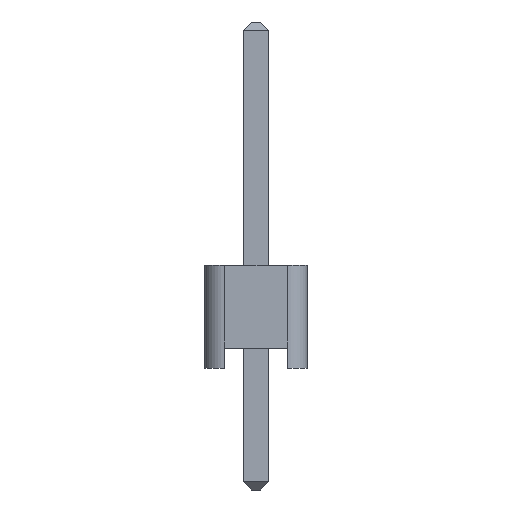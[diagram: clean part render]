
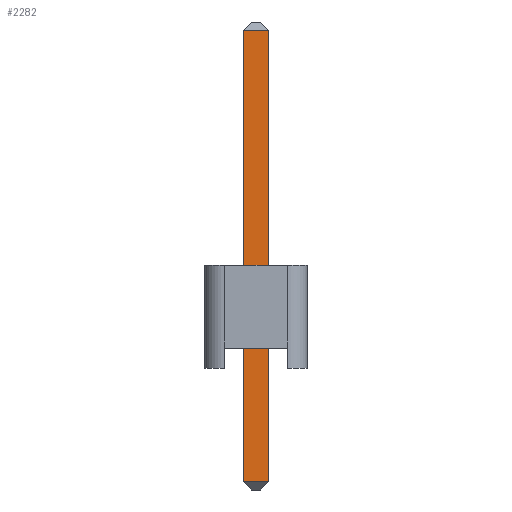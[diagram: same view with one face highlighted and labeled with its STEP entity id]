
A CAD part, left-side view. The second image highlights one B-rep face of the part: STEP entity #2282.
In plain terms, the highlighted planar face has unit normal (-1, 0, 0).
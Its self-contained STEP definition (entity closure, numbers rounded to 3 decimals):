
#2166 = EDGE_CURVE('',#2167,#2169,#2171,.T.);
#2167 = VERTEX_POINT('',#2168);
#2168 = CARTESIAN_POINT('',(-0.32,0.32,0.2));
#2169 = VERTEX_POINT('',#2170);
#2170 = CARTESIAN_POINT('',(-0.32,0.32,11.34));
#2171 = SURFACE_CURVE('',#2172,(#2176,#2188),.PCURVE_S1.);
#2172 = LINE('',#2173,#2174);
#2173 = CARTESIAN_POINT('',(-0.32,0.32,0.));
#2174 = VECTOR('',#2175,1.);
#2175 = DIRECTION('',(0.,0.,1.));
#2176 = PCURVE('',#2177,#2182);
#2177 = PLANE('',#2178);
#2178 = AXIS2_PLACEMENT_3D('',#2179,#2180,#2181);
#2179 = CARTESIAN_POINT('',(-0.32,0.32,0.));
#2180 = DIRECTION('',(0.,1.,0.));
#2181 = DIRECTION('',(1.,0.,0.));
#2182 = DEFINITIONAL_REPRESENTATION('',(#2183),#2187);
#2183 = LINE('',#2184,#2185);
#2184 = CARTESIAN_POINT('',(0.,0.));
#2185 = VECTOR('',#2186,1.);
#2186 = DIRECTION('',(0.,-1.));
#2187 = ( GEOMETRIC_REPRESENTATION_CONTEXT(2) 
PARAMETRIC_REPRESENTATION_CONTEXT() REPRESENTATION_CONTEXT('2D SPACE',''
  ) );
#2188 = PCURVE('',#2189,#2194);
#2189 = PLANE('',#2190);
#2190 = AXIS2_PLACEMENT_3D('',#2191,#2192,#2193);
#2191 = CARTESIAN_POINT('',(-0.32,-0.32,0.));
#2192 = DIRECTION('',(-1.,0.,0.));
#2193 = DIRECTION('',(0.,1.,0.));
#2194 = DEFINITIONAL_REPRESENTATION('',(#2195),#2199);
#2195 = LINE('',#2196,#2197);
#2196 = CARTESIAN_POINT('',(0.64,0.));
#2197 = VECTOR('',#2198,1.);
#2198 = DIRECTION('',(0.,-1.));
#2199 = ( GEOMETRIC_REPRESENTATION_CONTEXT(2) 
PARAMETRIC_REPRESENTATION_CONTEXT() REPRESENTATION_CONTEXT('2D SPACE',''
  ) );
#2282 = ADVANCED_FACE('',(#2283),#2189,.T.);
#2283 = FACE_BOUND('',#2284,.T.);
#2284 = EDGE_LOOP('',(#2285,#2315,#2341,#2342));
#2285 = ORIENTED_EDGE('',*,*,#2286,.T.);
#2286 = EDGE_CURVE('',#2287,#2289,#2291,.T.);
#2287 = VERTEX_POINT('',#2288);
#2288 = CARTESIAN_POINT('',(-0.32,-0.32,0.2));
#2289 = VERTEX_POINT('',#2290);
#2290 = CARTESIAN_POINT('',(-0.32,-0.32,11.34));
#2291 = SURFACE_CURVE('',#2292,(#2296,#2303),.PCURVE_S1.);
#2292 = LINE('',#2293,#2294);
#2293 = CARTESIAN_POINT('',(-0.32,-0.32,0.));
#2294 = VECTOR('',#2295,1.);
#2295 = DIRECTION('',(0.,0.,1.));
#2296 = PCURVE('',#2189,#2297);
#2297 = DEFINITIONAL_REPRESENTATION('',(#2298),#2302);
#2298 = LINE('',#2299,#2300);
#2299 = CARTESIAN_POINT('',(0.,0.));
#2300 = VECTOR('',#2301,1.);
#2301 = DIRECTION('',(0.,-1.));
#2302 = ( GEOMETRIC_REPRESENTATION_CONTEXT(2) 
PARAMETRIC_REPRESENTATION_CONTEXT() REPRESENTATION_CONTEXT('2D SPACE',''
  ) );
#2303 = PCURVE('',#2304,#2309);
#2304 = PLANE('',#2305);
#2305 = AXIS2_PLACEMENT_3D('',#2306,#2307,#2308);
#2306 = CARTESIAN_POINT('',(0.32,-0.32,0.));
#2307 = DIRECTION('',(0.,-1.,0.));
#2308 = DIRECTION('',(-1.,0.,0.));
#2309 = DEFINITIONAL_REPRESENTATION('',(#2310),#2314);
#2310 = LINE('',#2311,#2312);
#2311 = CARTESIAN_POINT('',(0.64,0.));
#2312 = VECTOR('',#2313,1.);
#2313 = DIRECTION('',(0.,-1.));
#2314 = ( GEOMETRIC_REPRESENTATION_CONTEXT(2) 
PARAMETRIC_REPRESENTATION_CONTEXT() REPRESENTATION_CONTEXT('2D SPACE',''
  ) );
#2315 = ORIENTED_EDGE('',*,*,#2316,.T.);
#2316 = EDGE_CURVE('',#2289,#2169,#2317,.T.);
#2317 = SURFACE_CURVE('',#2318,(#2322,#2329),.PCURVE_S1.);
#2318 = LINE('',#2319,#2320);
#2319 = CARTESIAN_POINT('',(-0.32,-0.32,11.34));
#2320 = VECTOR('',#2321,1.);
#2321 = DIRECTION('',(0.,1.,0.));
#2322 = PCURVE('',#2189,#2323);
#2323 = DEFINITIONAL_REPRESENTATION('',(#2324),#2328);
#2324 = LINE('',#2325,#2326);
#2325 = CARTESIAN_POINT('',(0.,-11.34));
#2326 = VECTOR('',#2327,1.);
#2327 = DIRECTION('',(1.,0.));
#2328 = ( GEOMETRIC_REPRESENTATION_CONTEXT(2) 
PARAMETRIC_REPRESENTATION_CONTEXT() REPRESENTATION_CONTEXT('2D SPACE',''
  ) );
#2329 = PCURVE('',#2330,#2335);
#2330 = PLANE('',#2331);
#2331 = AXIS2_PLACEMENT_3D('',#2332,#2333,#2334);
#2332 = CARTESIAN_POINT('',(-0.22,-0.32,11.44));
#2333 = DIRECTION('',(0.707,0.,-0.707
    ));
#2334 = DIRECTION('',(0.,1.,0.));
#2335 = DEFINITIONAL_REPRESENTATION('',(#2336),#2340);
#2336 = LINE('',#2337,#2338);
#2337 = CARTESIAN_POINT('',(0.,-0.141));
#2338 = VECTOR('',#2339,1.);
#2339 = DIRECTION('',(1.,0.));
#2340 = ( GEOMETRIC_REPRESENTATION_CONTEXT(2) 
PARAMETRIC_REPRESENTATION_CONTEXT() REPRESENTATION_CONTEXT('2D SPACE',''
  ) );
#2341 = ORIENTED_EDGE('',*,*,#2166,.F.);
#2342 = ORIENTED_EDGE('',*,*,#2343,.F.);
#2343 = EDGE_CURVE('',#2287,#2167,#2344,.T.);
#2344 = SURFACE_CURVE('',#2345,(#2349,#2356),.PCURVE_S1.);
#2345 = LINE('',#2346,#2347);
#2346 = CARTESIAN_POINT('',(-0.32,-0.32,0.2));
#2347 = VECTOR('',#2348,1.);
#2348 = DIRECTION('',(0.,1.,0.));
#2349 = PCURVE('',#2189,#2350);
#2350 = DEFINITIONAL_REPRESENTATION('',(#2351),#2355);
#2351 = LINE('',#2352,#2353);
#2352 = CARTESIAN_POINT('',(0.,-0.2));
#2353 = VECTOR('',#2354,1.);
#2354 = DIRECTION('',(1.,0.));
#2355 = ( GEOMETRIC_REPRESENTATION_CONTEXT(2) 
PARAMETRIC_REPRESENTATION_CONTEXT() REPRESENTATION_CONTEXT('2D SPACE',''
  ) );
#2356 = PCURVE('',#2357,#2362);
#2357 = PLANE('',#2358);
#2358 = AXIS2_PLACEMENT_3D('',#2359,#2360,#2361);
#2359 = CARTESIAN_POINT('',(-0.22,-0.32,0.1));
#2360 = DIRECTION('',(-0.707,0.,-0.707));
#2361 = DIRECTION('',(0.,1.,0.));
#2362 = DEFINITIONAL_REPRESENTATION('',(#2363),#2367);
#2363 = LINE('',#2364,#2365);
#2364 = CARTESIAN_POINT('',(0.,-0.141));
#2365 = VECTOR('',#2366,1.);
#2366 = DIRECTION('',(1.,0.));
#2367 = ( GEOMETRIC_REPRESENTATION_CONTEXT(2) 
PARAMETRIC_REPRESENTATION_CONTEXT() REPRESENTATION_CONTEXT('2D SPACE',''
  ) );
